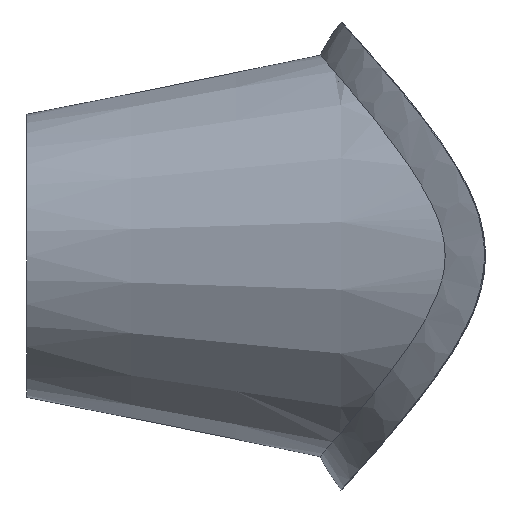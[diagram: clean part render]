
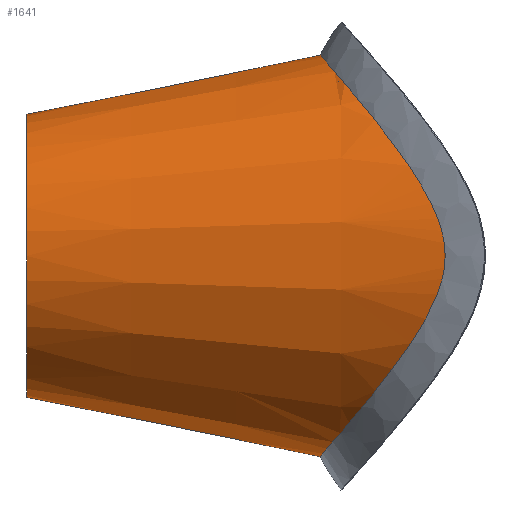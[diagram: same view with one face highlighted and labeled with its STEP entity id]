
A CAD part, left-side view. The second image highlights one B-rep face of the part: STEP entity #1641.
In plain terms, the highlighted conical face has half-angle 11.458 degrees and reference radius 35.234 mm.
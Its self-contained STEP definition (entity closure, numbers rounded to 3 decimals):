
#511=CARTESIAN_POINT('',(43.173,27.384,0.0));
#512=VERTEX_POINT('',#511);
#513=CARTESIAN_POINT('',(-43.173,27.384,0.));
#514=VERTEX_POINT('',#513);
#515=CARTESIAN_POINT('',(43.173,27.384,0.));
#516=CARTESIAN_POINT('',(43.173,27.384,-0.883));
#517=CARTESIAN_POINT('',(43.132,27.454,-1.757));
#518=CARTESIAN_POINT('',(42.851,27.92,-4.812));
#519=CARTESIAN_POINT('',(42.404,28.648,-6.906));
#520=CARTESIAN_POINT('',(41.306,30.264,-10.522));
#521=CARTESIAN_POINT('',(40.665,31.154,-12.151));
#522=CARTESIAN_POINT('',(38.349,34.106,-17.066));
#523=CARTESIAN_POINT('',(36.257,36.405,-20.22));
#524=CARTESIAN_POINT('',(30.231,41.709,-27.137));
#525=CARTESIAN_POINT('',(25.803,44.688,-30.68));
#526=CARTESIAN_POINT('',(16.446,48.781,-35.492));
#527=CARTESIAN_POINT('',(11.833,50.131,-37.039));
#528=CARTESIAN_POINT('',(2.464,51.395,-38.49));
#529=CARTESIAN_POINT('',(-2.05,51.414,-38.511));
#530=CARTESIAN_POINT('',(-10.98,50.28,-37.211));
#531=CARTESIAN_POINT('',(-15.214,49.144,-35.908));
#532=CARTESIAN_POINT('',(-23.505,45.831,-32.031));
#533=CARTESIAN_POINT('',(-27.393,43.563,-29.35));
#534=CARTESIAN_POINT('',(-35.28,37.658,-21.968));
#535=CARTESIAN_POINT('',(-38.45,34.057,-17.181));
#536=CARTESIAN_POINT('',(-41.536,29.984,-10.053));
#537=CARTESIAN_POINT('',(-42.44,28.583,-7.151));
#538=CARTESIAN_POINT('',(-43.024,27.634,-3.089));
#539=CARTESIAN_POINT('',(-43.12,27.473,-2.034));
#540=CARTESIAN_POINT('',(-43.167,27.393,-0.641));
#541=CARTESIAN_POINT('',(-43.173,27.384,-0.32));
#542=CARTESIAN_POINT('',(-43.173,27.384,0.));
#543=B_SPLINE_CURVE_WITH_KNOTS('',3,(#515,#516,#517,#518,#519,#520,#521,#522,#523,#524,#525,#526,#527,#528,#529,#530,#531,#532,#533,#534,#535,#536,#537,#538,#539,#540,#541,#542),.UNSPECIFIED.,.F.,.U.,(4,2,2,2,2,2,2,2,2,2,2,2,2,4),(0.0,0.265,0.932,1.52,2.817,4.671,6.165,7.511,8.866,10.398,12.517,13.696,14.099,14.221),.UNSPECIFIED.);
#544=EDGE_CURVE('',#512,#514,#543,.T.);
#626=CARTESIAN_POINT('',(43.173,27.384,0.007));
#627=VERTEX_POINT('',#626);
#635=CARTESIAN_POINT('',(-43.173,27.384,0.));
#636=CARTESIAN_POINT('',(-43.173,27.384,0.531));
#637=CARTESIAN_POINT('',(-43.158,27.409,1.059));
#638=CARTESIAN_POINT('',(-43.044,27.601,3.101));
#639=CARTESIAN_POINT('',(-42.844,27.933,4.559));
#640=CARTESIAN_POINT('',(-42.028,29.219,8.486));
#641=CARTESIAN_POINT('',(-41.208,30.435,10.887));
#642=CARTESIAN_POINT('',(-38.261,34.264,17.439));
#643=CARTESIAN_POINT('',(-35.22,37.668,21.971));
#644=CARTESIAN_POINT('',(-27.176,43.754,29.596));
#645=CARTESIAN_POINT('',(-22.703,46.309,32.598));
#646=CARTESIAN_POINT('',(-13.339,49.712,36.563));
#647=CARTESIAN_POINT('',(-8.736,50.745,37.744));
#648=CARTESIAN_POINT('',(0.547,51.45,38.551));
#649=CARTESIAN_POINT('',(4.999,51.205,38.272));
#650=CARTESIAN_POINT('',(13.789,49.591,36.417));
#651=CARTESIAN_POINT('',(17.952,48.214,34.832));
#652=CARTESIAN_POINT('',(26.101,44.417,30.352));
#653=CARTESIAN_POINT('',(29.91,41.876,27.31));
#654=CARTESIAN_POINT('',(36.094,36.636,20.555));
#655=CARTESIAN_POINT('',(38.569,33.883,16.833));
#656=CARTESIAN_POINT('',(41.499,30.042,10.182));
#657=CARTESIAN_POINT('',(42.445,28.576,7.177));
#658=CARTESIAN_POINT('',(42.993,27.684,3.284));
#659=CARTESIAN_POINT('',(43.071,27.554,2.522));
#660=CARTESIAN_POINT('',(43.154,27.415,1.171));
#661=CARTESIAN_POINT('',(43.173,27.384,0.59));
#662=CARTESIAN_POINT('',(43.173,27.384,0.007));
#663=B_SPLINE_CURVE_WITH_KNOTS('',3,(#635,#636,#637,#638,#639,#640,#641,#642,#643,#644,#645,#646,#647,#648,#649,#650,#651,#652,#653,#654,#655,#656,#657,#658,#659,#660,#661,#662),.UNSPECIFIED.,.F.,.U.,(4,2,2,2,2,2,2,2,2,2,2,2,2,4),(14.221,14.422,14.997,16.003,18.006,19.737,21.174,22.5,23.873,25.467,26.994,27.997,28.236,28.416),.UNSPECIFIED.);
#664=EDGE_CURVE('',#514,#627,#663,.T.);
#1609=CARTESIAN_POINT('',(0.0,66.551,0.0));
#1610=DIRECTION('',(0.0,-1.0,0.0));
#1611=DIRECTION('',(1.0,0.0,0.0));
#1612=AXIS2_PLACEMENT_3D('',#1609,#1610,#1611);
#1613=CONICAL_SURFACE('',#1612,35.234,11.458);
#1614=ORIENTED_EDGE('',*,*,#544,.T.);
#1615=ORIENTED_EDGE('',*,*,#664,.T.);
#1616=CARTESIAN_POINT('',(26.99,107.224,0.005));
#1617=VERTEX_POINT('',#1616);
#1618=CARTESIAN_POINT('',(43.173,27.384,0.008));
#1619=DIRECTION('',(-0.199,0.98,0.));
#1620=VECTOR('',#1619,81.464);
#1621=LINE('',#1618,#1620);
#1622=EDGE_CURVE('',#627,#1617,#1621,.T.);
#1623=ORIENTED_EDGE('',*,*,#1622,.T.);
#1624=CARTESIAN_POINT('',(26.99,107.224,0.0));
#1625=VERTEX_POINT('',#1624);
#1626=CARTESIAN_POINT('',(0.0,107.224,0.0));
#1627=DIRECTION('',(0.0,1.0,0.0));
#1628=DIRECTION('',(1.0,0.0,0.0));
#1629=AXIS2_PLACEMENT_3D('',#1626,#1627,#1628);
#1630=CIRCLE('',#1629,26.99);
#1631=EDGE_CURVE('',#1625,#1617,#1630,.T.);
#1632=ORIENTED_EDGE('',*,*,#1631,.F.);
#1633=CARTESIAN_POINT('',(43.173,27.384,0.0));
#1634=DIRECTION('',(-0.199,0.98,0.0));
#1635=VECTOR('',#1634,81.464);
#1636=LINE('',#1633,#1635);
#1637=EDGE_CURVE('',#512,#1625,#1636,.T.);
#1638=ORIENTED_EDGE('',*,*,#1637,.F.);
#1639=EDGE_LOOP('',(#1614,#1615,#1623,#1632,#1638));
#1640=FACE_OUTER_BOUND('',#1639,.T.);
#1641=ADVANCED_FACE('',(#1640),#1613,.T.);
